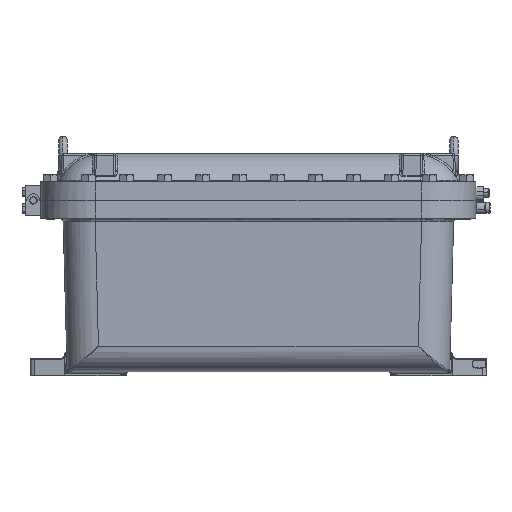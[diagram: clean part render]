
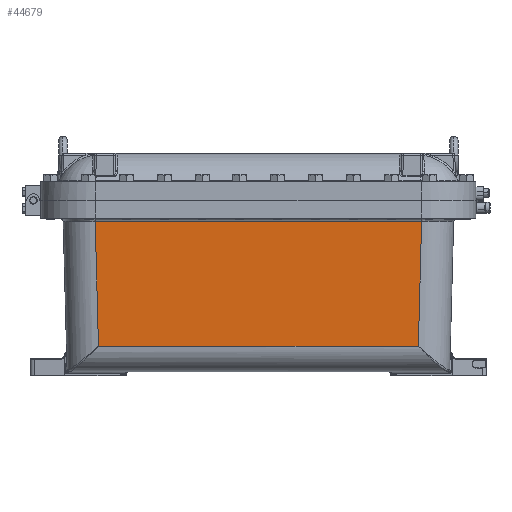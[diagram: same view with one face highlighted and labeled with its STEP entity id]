
A CAD part, front view. The second image highlights one B-rep face of the part: STEP entity #44679.
In plain terms, the highlighted planar face has unit normal (0, -1, -0.026).
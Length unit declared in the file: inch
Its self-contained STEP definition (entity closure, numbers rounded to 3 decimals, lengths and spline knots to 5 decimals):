
#1212 = DIRECTION ( 'NONE',  ( 0., 0.026, -1. ) ) ;
#2132 = VERTEX_POINT ( 'NONE', #9550 ) ;
#6337 = AXIS2_PLACEMENT_3D ( 'NONE', #48057, #29446, #1212 ) ;
#6619 = LINE ( 'NONE', #18499, #55071 ) ;
#9550 = CARTESIAN_POINT ( 'NONE',  ( -10.83007, -18.95435, -1.74346 ) ) ;
#10479 = PLANE ( 'NONE',  #6337 ) ;
#10649 = EDGE_LOOP ( 'NONE', ( #36658, #26874, #49342, #39503 ) ) ;
#10977 = CARTESIAN_POINT ( 'NONE',  ( 10.83007, -18.95435, -1.74346 ) ) ;
#13312 = DIRECTION ( 'NONE',  ( 0.026, 0.026, -0.999 ) ) ;
#18499 = CARTESIAN_POINT ( 'NONE',  ( 10.86828, -18.99255, -0.2844 ) ) ;
#18505 = DIRECTION ( 'NONE',  ( -0.026, 0.026, -0.999 ) ) ;
#19149 = VECTOR ( 'NONE', #13312, 39.37008 ) ;
#19437 = CARTESIAN_POINT ( 'NONE',  ( 0., -18.73858, -9.98331 ) ) ;
#20245 = DIRECTION ( 'NONE',  ( -1., 0., 0. ) ) ;
#20364 = EDGE_CURVE ( 'NONE', #41733, #2132, #35545, .T. ) ;
#21557 = FACE_OUTER_BOUND ( 'NONE', #10649, .T. ) ;
#23271 = EDGE_CURVE ( 'NONE', #39783, #52355, #58005, .T. ) ;
#23355 = EDGE_CURVE ( 'NONE', #41733, #39783, #6619, .T. ) ;
#26874 = ORIENTED_EDGE ( 'NONE', *, *, #23271, .F. ) ;
#29173 = CARTESIAN_POINT ( 'NONE',  ( 10.61431, -18.73858, -9.98331 ) ) ;
#29446 = DIRECTION ( 'NONE',  ( 0., -1., -0.026 ) ) ;
#33140 = VECTOR ( 'NONE', #20245, 39.37008 ) ;
#35545 = LINE ( 'NONE', #53654, #47967 ) ;
#36658 = ORIENTED_EDGE ( 'NONE', *, *, #48264, .T. ) ;
#39503 = ORIENTED_EDGE ( 'NONE', *, *, #20364, .T. ) ;
#39783 = VERTEX_POINT ( 'NONE', #29173 ) ;
#41409 = CARTESIAN_POINT ( 'NONE',  ( -10.83007, -18.95435, -1.74346 ) ) ;
#41733 = VERTEX_POINT ( 'NONE', #10977 ) ;
#42581 = CARTESIAN_POINT ( 'NONE',  ( -10.61431, -18.73858, -9.98331 ) ) ;
#44679 = ADVANCED_FACE ( 'NONE', ( #21557 ), #10479, .T. ) ;
#47967 = VECTOR ( 'NONE', #53447, 39.37008 ) ;
#48057 = CARTESIAN_POINT ( 'NONE',  ( 0., -19., 0. ) ) ;
#48264 = EDGE_CURVE ( 'NONE', #2132, #52355, #57995, .T. ) ;
#49342 = ORIENTED_EDGE ( 'NONE', *, *, #23355, .F. ) ;
#52355 = VERTEX_POINT ( 'NONE', #42581 ) ;
#53447 = DIRECTION ( 'NONE',  ( -1., 0., 0. ) ) ;
#53654 = CARTESIAN_POINT ( 'NONE',  ( 0., -18.95435, -1.74346 ) ) ;
#55071 = VECTOR ( 'NONE', #18505, 39.37008 ) ;
#57995 = LINE ( 'NONE', #41409, #19149 ) ;
#58005 = LINE ( 'NONE', #19437, #33140 ) ;
